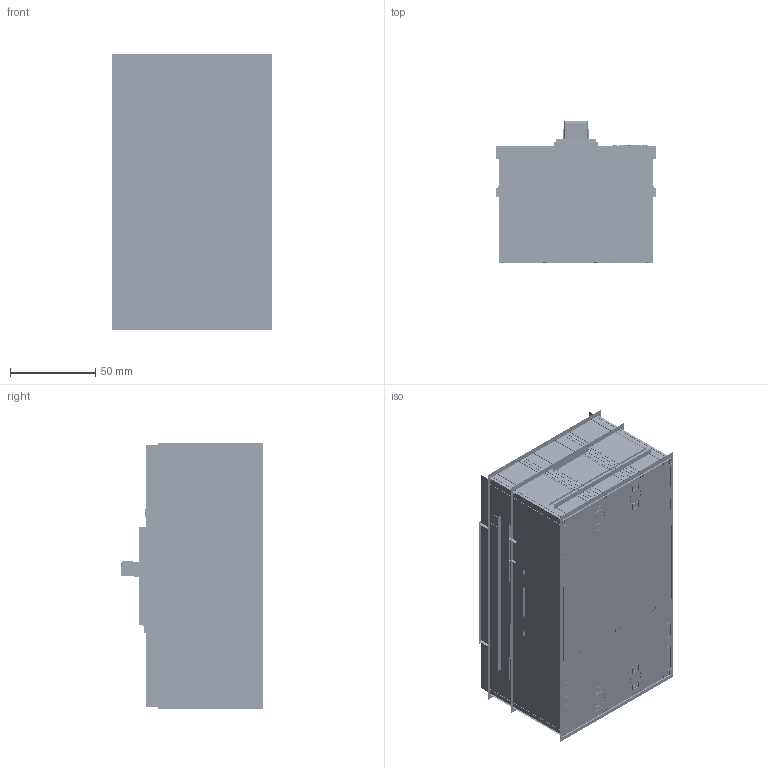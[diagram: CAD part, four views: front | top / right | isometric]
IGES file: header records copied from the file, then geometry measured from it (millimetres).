
Start section:  PTC IGES file: zongzhang_asm.igs
Global section: file name: zongzhang_asm.igs; native system: Pro/ENGINEER by Parametric Technology Corporation; preprocessor: 2007090; author: lwjun; organization: Unknown; date: 20140329.125531; units: millimetre
Bounding box: 93.6 x 83.56 x 161.2 mm (x, y, z)
Surface area: 8874002.8 mm2 (no closed solid volume)
Topology: 0 solids, 0 shells, 19450 faces, 345408 edges, 439475 vertices
Faces by surface type: bspline 15014, revolution 4264, extrusion 172
